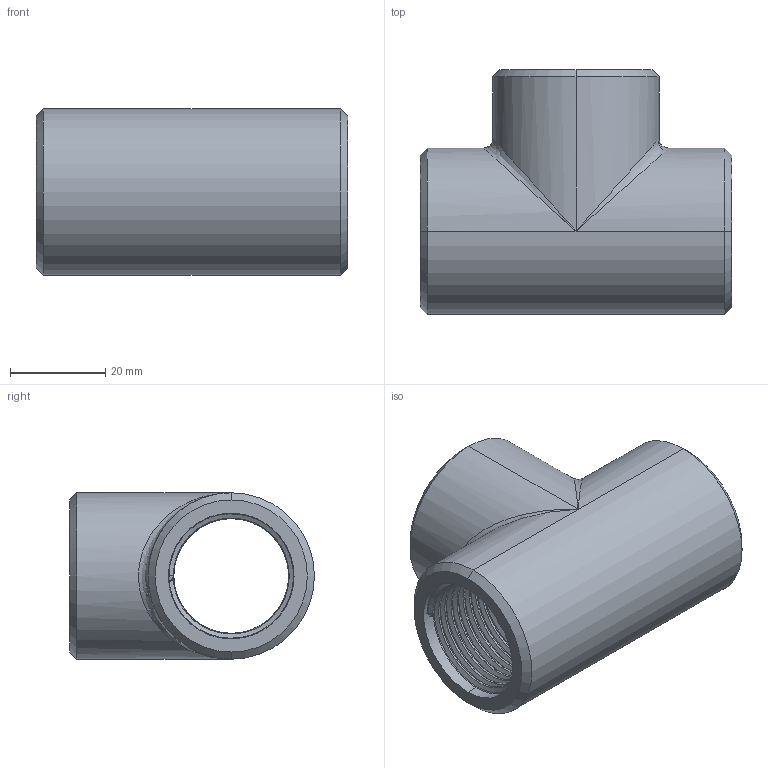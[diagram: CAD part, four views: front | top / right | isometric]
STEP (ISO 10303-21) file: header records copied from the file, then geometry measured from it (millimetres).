
FILE_DESCRIPTION (( 'STEP AP203' ), '1' );
FILE_NAME ('00240_0505.STEP', '2017-05-15T14:46:08', ( '' ), ( '' ), 'SwSTEP 2.0', 'SolidWorks 2011', '' );
FILE_SCHEMA (( 'CONFIG_CONTROL_DESIGN' ));
Length unit declared in the file: millimetre
Products named in the file (1): 00240_0505
Bounding box: 65.5 x 51.5 x 35 mm (x, y, z)
Volume: 37371.4 mm3; surface area: 19142.8 mm2
Topology: 1 solids, 1 shells, 124 faces, 363 edges, 229 vertices
Faces by surface type: cylinder 73, bspline 17, cone 14, torus 11, plane 9
Entity records: 17549 total; most frequent: CARTESIAN_POINT 14830, ORIENTED_EDGE 704, DIRECTION 417, EDGE_CURVE 352, VERTEX_POINT 229, AXIS2_PLACEMENT_3D 164, EDGE_LOOP 127, FACE_OUTER_BOUND 124
